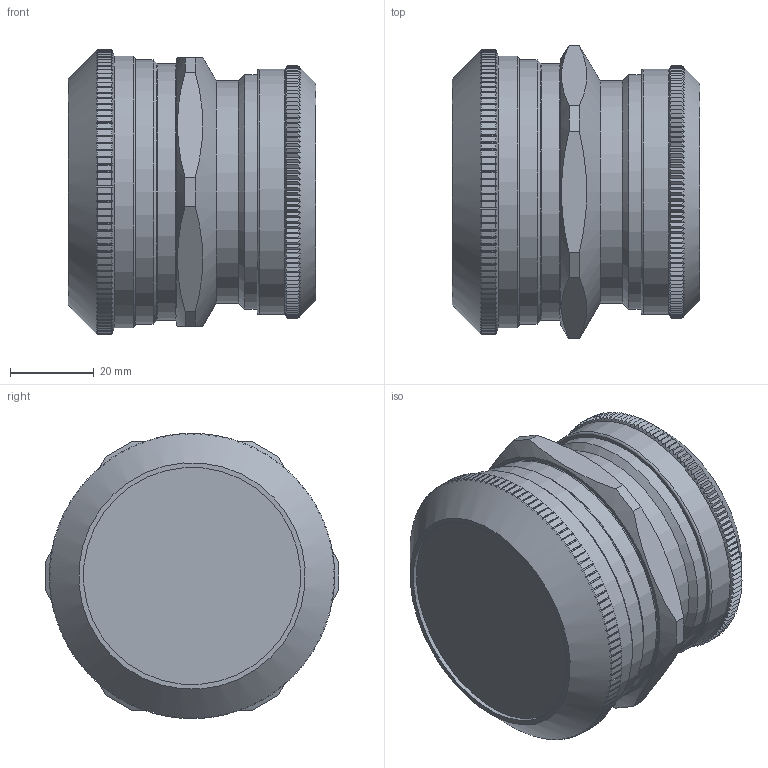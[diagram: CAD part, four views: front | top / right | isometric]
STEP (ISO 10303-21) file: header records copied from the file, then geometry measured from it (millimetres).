
FILE_DESCRIPTION(/* description */ ('','CAx-IF Rec.Pracs.---Representation and Presentation of Product Manufacturing Information (PMI)---4.0---2014-10-13'),/* implementation_level */ '2;1');
FILE_NAME(/* name */ 'ЗЭТАРУС МТР-Т40-МР40.stp',/* time_stamp */ '2022-08-22T10:39:37+07:00',/* author */ ('zeta-09'),/* organization */ (''),/* preprocessor_version */ 'ST-DEVELOPER v18.1',/* originating_system */ 'Autodesk Inventor 2021',/* authorisation */ '');
FILE_SCHEMA (('AP242_MANAGED_MODEL_BASED_3D_ENGINEERING_MIM_LF { 1 0 10303 442 1 1 4 }'));
Length unit declared in the file: millimetre
Products named in the file (1): Деталь35
Bounding box: 59.13 x 69.9 x 68 mm (x, y, z)
Volume: 167945.1 mm3; surface area: 23152.1 mm2
Topology: 1 solids, 3 shells, 809 faces, 2385 edges, 1587 vertices
Faces by surface type: plane 663, cylinder 130, cone 10, torus 4, bspline 2
Full cylindrical faces by diameter (mm): 36.9 x1, 48.5 x1, 51.8 x1, 53 x1, 56 x1, 58.5 x1, 61.1 x1, 63 x1, 65 x1
Entity records: 26902 total; most frequent: CARTESIAN_POINT 6598, ORIENTED_EDGE 4768, DIRECTION 3474, EDGE_CURVE 2385, VERTEX_POINT 1587, LINE 1270, VECTOR 1270, AXIS2_PLACEMENT_3D 1102
